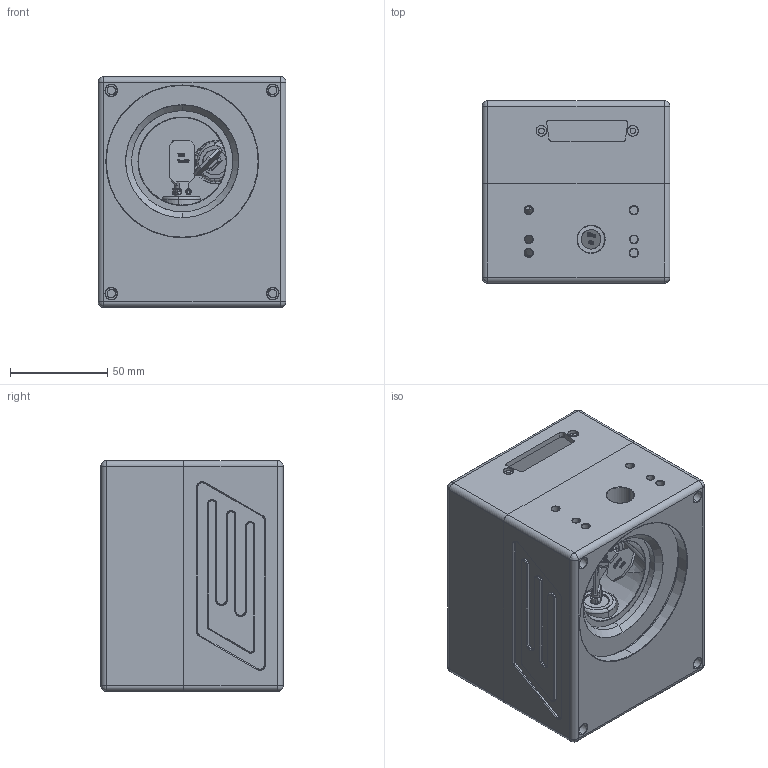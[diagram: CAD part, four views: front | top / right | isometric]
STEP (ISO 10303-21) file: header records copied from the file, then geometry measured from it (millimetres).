
FILE_DESCRIPTION(('HALscan 10X20'),'2;1');
FILE_NAME('Open CASCADE Shape Model','2021-10-26T09:44:31',('Author'),( ''),'Open CASCADE STEP processor 7.5','FreeCAD','Unknown');
FILE_SCHEMA(('AUTOMOTIVE_DESIGN { 1 0 10303 214 1 1 1 1 }'));
Products named in the file (1): HALscan
Bounding box: 96.5 x 93.6 x 118.5 mm (x, y, z)
Surface area: 100526.5 mm2 (no closed solid volume)
Topology: 0 solids, 452 shells, 452 faces, 7307 edges, 7291 vertices
Faces by surface type: revolution 242, bspline 210
Entity records: 118851 total; most frequent: CARTESIAN_POINT 47761, B_SPLINE_CURVE_WITH_KNOTS 12533, ORIENTED_EDGE 7298, EDGE_CURVE 7298, VERTEX_POINT 7298, SURFACE_CURVE 7298, PCURVE 7298, DEFINITIONAL_REPRESENTATION 7298
